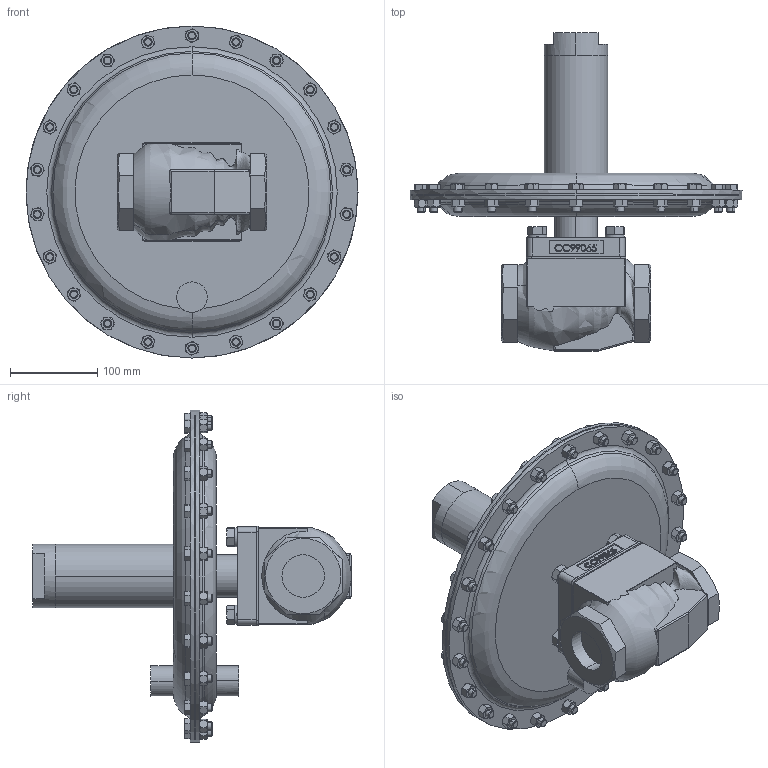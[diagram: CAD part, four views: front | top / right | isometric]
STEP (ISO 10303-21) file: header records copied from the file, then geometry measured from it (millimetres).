
FILE_DESCRIPTION (( 'STEP AP203' ), '1' );
FILE_NAME ('608-150-BR+CS+S6-SW.STEP', '2017-09-08T15:19:06', ( '' ), ( '' ), 'SwSTEP 2.0', 'SolidWorks 2014', '' );
FILE_SCHEMA (( 'CONFIG_CONTROL_DESIGN' ));
Length unit declared in the file: inch
Products named in the file (1): 608-150-BR+CS+S6-SW
Bounding box: 381 x 364.97 x 381 mm (x, y, z)
Volume: 6713583.8 mm3; surface area: 424015.3 mm2
Topology: 1 solids, 1 shells, 1196 faces, 2783 edges, 1685 vertices
Faces by surface type: plane 520, cone 472, cylinder 106, bspline 90, torus 6, sphere 2
Entity records: 48839 total; most frequent: CARTESIAN_POINT 23543, ORIENTED_EDGE 5564, DIRECTION 4614, EDGE_CURVE 2782, AXIS2_PLACEMENT_3D 1805, VERTEX_POINT 1685, EDGE_LOOP 1301, FACE_OUTER_BOUND 1196
